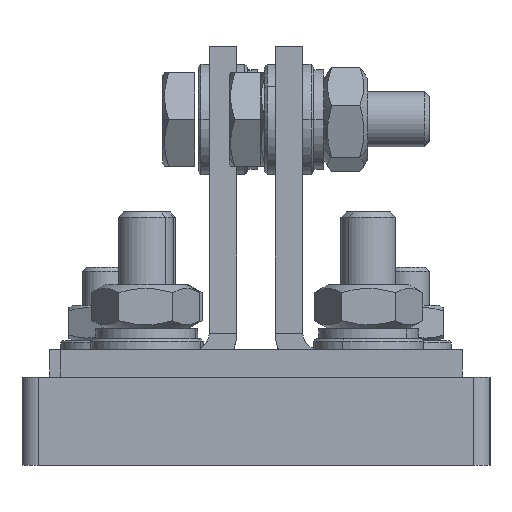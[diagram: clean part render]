
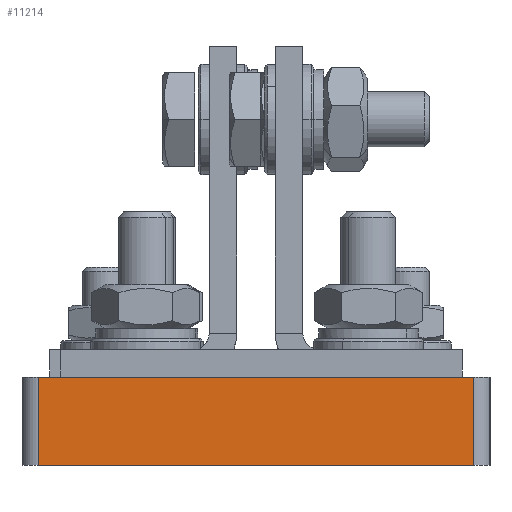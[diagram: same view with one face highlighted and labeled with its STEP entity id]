
A CAD part, left-side view. The second image highlights one B-rep face of the part: STEP entity #11214.
In plain terms, the highlighted planar face has unit normal (-1, 0, 0).
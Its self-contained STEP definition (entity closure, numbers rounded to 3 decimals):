
#11187=AXIS2_PLACEMENT_3D('Plane Axis2P3D',#11184,#11185,#11186) ;
#11162=CARTESIAN_POINT('Vertex',(-102.5,-39.5,8.)) ;
#11165=CARTESIAN_POINT('Line Origine',(-102.5,-39.5,0.)) ;
#11169=CARTESIAN_POINT('Vertex',(-102.5,-39.5,-8.)) ;
#11184=CARTESIAN_POINT('Axis2P3D Location',(-102.5,0.,0.)) ;
#11189=CARTESIAN_POINT('Line Origine',(-102.5,0.,8.)) ;
#11193=CARTESIAN_POINT('Vertex',(-102.5,39.5,8.)) ;
#11196=CARTESIAN_POINT('Line Origine',(-102.5,39.5,0.)) ;
#11200=CARTESIAN_POINT('Vertex',(-102.5,39.5,-8.)) ;
#11203=CARTESIAN_POINT('Line Origine',(-102.5,0.,-8.)) ;
#11166=DIRECTION('Vector Direction',(0.,0.,1.)) ;
#11185=DIRECTION('Axis2P3D Direction',(-1.,0.,0.)) ;
#11186=DIRECTION('Axis2P3D XDirection',(0.,0.,1.)) ;
#11190=DIRECTION('Vector Direction',(0.,1.,0.)) ;
#11197=DIRECTION('Vector Direction',(0.,0.,1.)) ;
#11204=DIRECTION('Vector Direction',(0.,-1.,0.)) ;
#11167=VECTOR('Line Direction',#11166,1.) ;
#11191=VECTOR('Line Direction',#11190,1.) ;
#11198=VECTOR('Line Direction',#11197,1.) ;
#11205=VECTOR('Line Direction',#11204,1.) ;
#11209=ORIENTED_EDGE('',*,*,#11195,.T.) ;
#11210=ORIENTED_EDGE('',*,*,#11202,.F.) ;
#11211=ORIENTED_EDGE('',*,*,#11207,.T.) ;
#11212=ORIENTED_EDGE('',*,*,#11171,.T.) ;
#11214=ADVANCED_FACE('Verbindung.1',(#11213),#11188,.T.) ;
#11171=EDGE_CURVE('',#11170,#11163,#11168,.T.) ;
#11195=EDGE_CURVE('',#11163,#11194,#11192,.T.) ;
#11202=EDGE_CURVE('',#11201,#11194,#11199,.T.) ;
#11207=EDGE_CURVE('',#11201,#11170,#11206,.T.) ;
#11208=EDGE_LOOP('',(#11209,#11210,#11211,#11212)) ;
#11213=FACE_OUTER_BOUND('',#11208,.T.) ;
#11168=LINE('Line',#11165,#11167) ;
#11192=LINE('Line',#11189,#11191) ;
#11199=LINE('Line',#11196,#11198) ;
#11206=LINE('Line',#11203,#11205) ;
#11188=PLANE('Plane',#11187) ;
#11163=VERTEX_POINT('',#11162) ;
#11170=VERTEX_POINT('',#11169) ;
#11194=VERTEX_POINT('',#11193) ;
#11201=VERTEX_POINT('',#11200) ;
